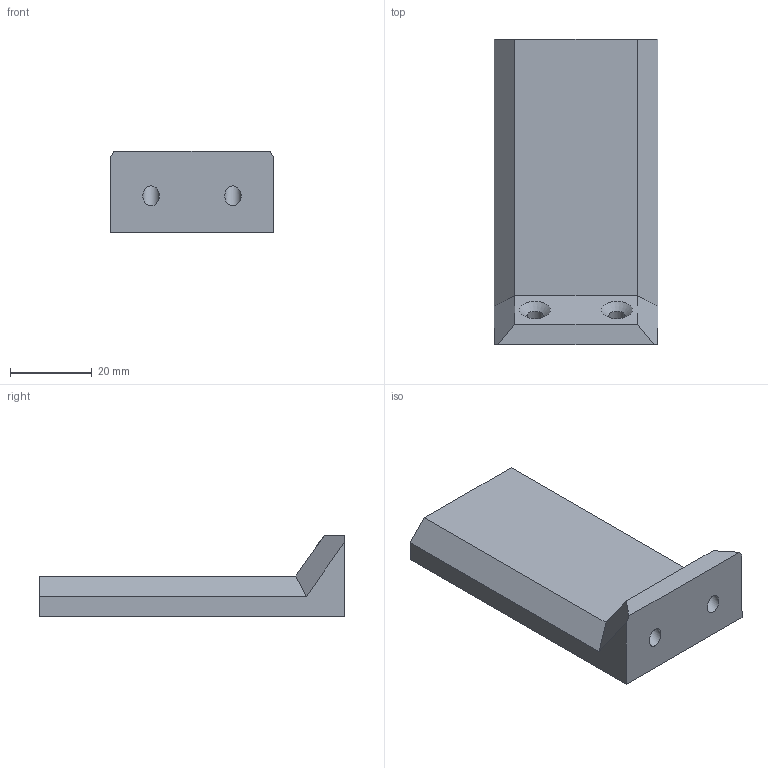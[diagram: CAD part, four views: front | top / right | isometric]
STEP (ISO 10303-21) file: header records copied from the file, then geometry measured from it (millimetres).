
FILE_DESCRIPTION(/* description */ ('','CAx-IF Rec.Pracs.---Representation and Presentation of Product Manufacturing Information (PMI)---4.0---2014-10-13'),/* implementation_level */ '2;1');
FILE_NAME(/* name */ 'Base support REAR.step',/* time_stamp */ '2025-01-04T20:23:13+01:00',/* author */ (''),/* organization */ (''),/* preprocessor_version */ 'ST-DEVELOPER v20',/* originating_system */ 'Autodesk Translation Framework v13.20.0.188',/* authorisation */ '');
FILE_SCHEMA (('AP242_MANAGED_MODEL_BASED_3D_ENGINEERING_MIM_LF { 1 0 10303 442 1 1 4 }'));
Length unit declared in the file: millimetre
Products named in the file (1): Base support REAR
Bounding box: 40 x 74.75 x 20 mm (x, y, z)
Volume: 30801 mm3; surface area: 9263.1 mm2
Topology: 1 solids, 1 shells, 136 faces, 386 edges, 256 vertices
Faces by surface type: cylinder 110, plane 16, bspline 8, cone 2
Full cylindrical faces by diameter (mm): 2.93 x32, 3.599 x8, 4 x2
Entity records: 10996 total; most frequent: CARTESIAN_POINT 7875, ORIENTED_EDGE 772, DIRECTION 434, EDGE_CURVE 386, VERTEX_POINT 256, B_SPLINE_CURVE_WITH_KNOTS 232, AXIS2_PLACEMENT_3D 151, EDGE_LOOP 144
